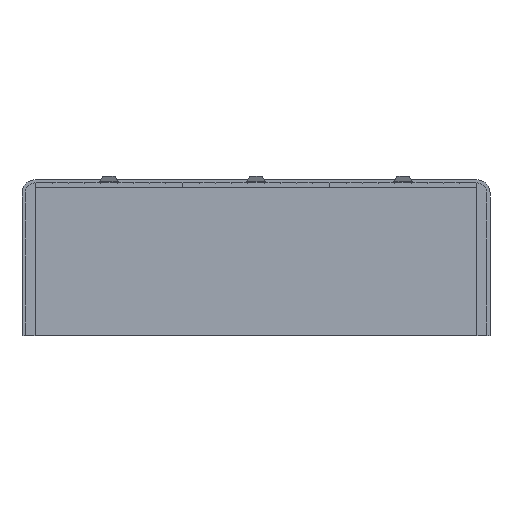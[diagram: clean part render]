
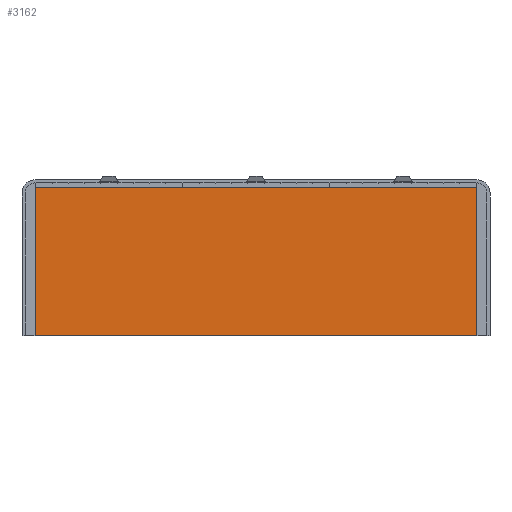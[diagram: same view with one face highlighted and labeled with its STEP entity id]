
A CAD part, front view. The second image highlights one B-rep face of the part: STEP entity #3162.
In plain terms, the highlighted planar face has unit normal (0, -1, 0).
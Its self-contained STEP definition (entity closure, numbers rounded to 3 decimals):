
#240 = CARTESIAN_POINT ( 'NONE',  ( -708., 0., 474. ) ) ;
#377 = PLANE ( 'NONE',  #5094 ) ;
#496 = DIRECTION ( 'NONE',  ( 1., 0., 0. ) ) ;
#600 = VECTOR ( 'NONE', #5996, 1000. ) ;
#672 = LINE ( 'NONE', #5912, #1220 ) ;
#871 = CARTESIAN_POINT ( 'NONE',  ( 708., 0., 1940.102 ) ) ;
#1023 = CARTESIAN_POINT ( 'NONE',  ( -708., 0., 1940.102 ) ) ;
#1220 = VECTOR ( 'NONE', #3586, 1000. ) ;
#1378 = LINE ( 'NONE', #4865, #600 ) ;
#1439 = EDGE_CURVE ( 'NONE', #5902, #6042, #6165, .T. ) ;
#1649 = ORIENTED_EDGE ( 'NONE', *, *, #5776, .F. ) ;
#1950 = DIRECTION ( 'NONE',  ( 0., 0., -1. ) ) ;
#1995 = CARTESIAN_POINT ( 'NONE',  ( 708., 0., 1940.102 ) ) ;
#2276 = VECTOR ( 'NONE', #1950, 1000. ) ;
#2902 = EDGE_LOOP ( 'NONE', ( #5724, #5687, #6152, #1649 ) ) ;
#3162 = ADVANCED_FACE ( 'NONE', ( #3537 ), #377, .T. ) ;
#3383 = LINE ( 'NONE', #1995, #5117 ) ;
#3422 = VERTEX_POINT ( 'NONE', #4074 ) ;
#3537 = FACE_OUTER_BOUND ( 'NONE', #2902, .T. ) ;
#3586 = DIRECTION ( 'NONE',  ( -1., 0., 0. ) ) ;
#4057 = EDGE_CURVE ( 'NONE', #5221, #5902, #672, .T. ) ;
#4074 = CARTESIAN_POINT ( 'NONE',  ( 708., 0., 0. ) ) ;
#4865 = CARTESIAN_POINT ( 'NONE',  ( 708., 0., 0. ) ) ;
#5094 = AXIS2_PLACEMENT_3D ( 'NONE', #871, #5278, #496 ) ;
#5117 = VECTOR ( 'NONE', #5644, 1000. ) ;
#5221 = VERTEX_POINT ( 'NONE', #5589 ) ;
#5278 = DIRECTION ( 'NONE',  ( 0., -1., 0. ) ) ;
#5316 = EDGE_CURVE ( 'NONE', #5221, #3422, #3383, .T. ) ;
#5557 = CARTESIAN_POINT ( 'NONE',  ( -708., 0., 0. ) ) ;
#5589 = CARTESIAN_POINT ( 'NONE',  ( 708., 0., 474. ) ) ;
#5644 = DIRECTION ( 'NONE',  ( 0., 0., -1. ) ) ;
#5687 = ORIENTED_EDGE ( 'NONE', *, *, #4057, .T. ) ;
#5724 = ORIENTED_EDGE ( 'NONE', *, *, #5316, .F. ) ;
#5776 = EDGE_CURVE ( 'NONE', #3422, #6042, #1378, .T. ) ;
#5902 = VERTEX_POINT ( 'NONE', #240 ) ;
#5912 = CARTESIAN_POINT ( 'NONE',  ( 708., 0., 474. ) ) ;
#5996 = DIRECTION ( 'NONE',  ( -1., 0., 0. ) ) ;
#6042 = VERTEX_POINT ( 'NONE', #5557 ) ;
#6152 = ORIENTED_EDGE ( 'NONE', *, *, #1439, .T. ) ;
#6165 = LINE ( 'NONE', #1023, #2276 ) ;
